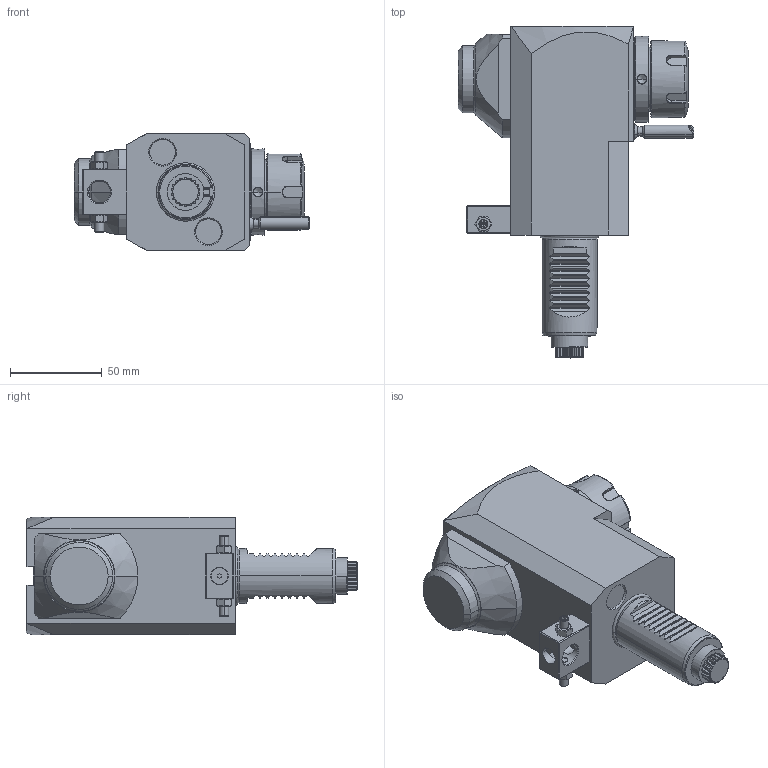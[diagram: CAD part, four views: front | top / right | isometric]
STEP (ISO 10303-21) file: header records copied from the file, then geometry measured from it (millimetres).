
FILE_DESCRIPTION((''),'2;1');
FILE_NAME('NGT1_30_231_25_3_3_85','2023-01-26T',('vali'),('NOVA GRUP'),'PRO/ENGINEER BY PARAMETRIC TECHNOLOGY CORPORATION, 2010280','PRO/ENGINEER BY PARAMETRIC TECHNOLOGY CORPORATION, 2010280','');
FILE_SCHEMA(('CONFIG_CONTROL_DESIGN'));
Length unit declared in the file: millimetre
Products named in the file (1): NGT1_30_231_25_3_3_85
Bounding box: 128.63 x 181 x 64 mm (x, y, z)
Volume: 597335.3 mm3; surface area: 57027.6 mm2
Topology: 1 solids, 1 shells, 557 faces, 1455 edges, 910 vertices
Faces by surface type: plane 224, cylinder 163, cone 97, bspline 58, torus 13, sphere 2
Entity records: 23855 total; most frequent: CARTESIAN_POINT 11075, ORIENTED_EDGE 2870, DIRECTION 2298, EDGE_CURVE 1435, VERTEX_POINT 910, AXIS2_PLACEMENT_3D 808, VECTOR 682, LINE 682
